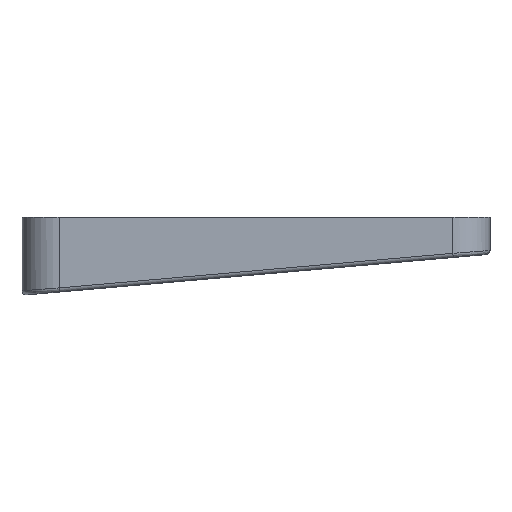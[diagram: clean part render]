
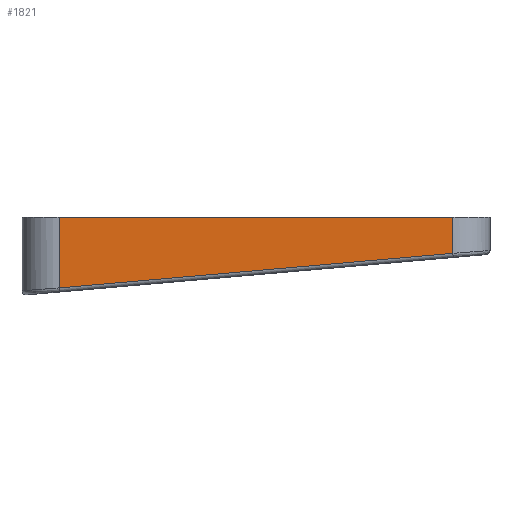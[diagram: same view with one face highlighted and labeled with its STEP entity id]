
A CAD part, left-side view. The second image highlights one B-rep face of the part: STEP entity #1821.
In plain terms, the highlighted planar face has unit normal (-1, 0, 0).
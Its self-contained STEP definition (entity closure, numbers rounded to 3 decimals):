
#304=FACE_OUTER_BOUND('',#436,.T.);
#436=EDGE_LOOP('',(#1576,#1577,#1578,#1579));
#539=LINE('',#2860,#680);
#597=LINE('',#3165,#738);
#598=LINE('',#3168,#739);
#599=LINE('',#3169,#740);
#680=VECTOR('',#2272,10.);
#738=VECTOR('',#2558,10.);
#739=VECTOR('',#2561,10.);
#740=VECTOR('',#2562,10.);
#831=VERTEX_POINT('',#2857);
#832=VERTEX_POINT('',#2859);
#905=VERTEX_POINT('',#3162);
#906=VERTEX_POINT('',#3167);
#1029=EDGE_CURVE('',#831,#832,#539,.T.);
#1145=EDGE_CURVE('',#905,#832,#597,.T.);
#1146=EDGE_CURVE('',#905,#906,#598,.T.);
#1147=EDGE_CURVE('',#906,#831,#599,.T.);
#1576=ORIENTED_EDGE('',*,*,#1146,.F.);
#1577=ORIENTED_EDGE('',*,*,#1145,.T.);
#1578=ORIENTED_EDGE('',*,*,#1029,.F.);
#1579=ORIENTED_EDGE('',*,*,#1147,.F.);
#1727=PLANE('',#2034);
#1821=ADVANCED_FACE('',(#304),#1727,.T.);
#2034=AXIS2_PLACEMENT_3D('',#3166,#2559,#2560);
#2272=DIRECTION('',(0.,-1.,0.));
#2558=DIRECTION('',(0.,0.,1.));
#2559=DIRECTION('center_axis',(-1.,0.,0.));
#2560=DIRECTION('ref_axis',(0.,0.,1.));
#2561=DIRECTION('',(0.,0.996,-0.087));
#2562=DIRECTION('',(0.,0.,1.));
#2857=CARTESIAN_POINT('',(318.925,-86.046,45.118));
#2859=CARTESIAN_POINT('',(318.925,-181.446,45.118));
#2860=CARTESIAN_POINT('',(318.925,-190.446,45.118));
#3162=CARTESIAN_POINT('',(318.925,-181.446,36.332));
#3165=CARTESIAN_POINT('',(318.925,-181.446,44.118));
#3166=CARTESIAN_POINT('Origin',(318.925,-133.746,35.143));
#3167=CARTESIAN_POINT('',(318.925,-86.046,27.962));
#3168=CARTESIAN_POINT('',(318.925,-105.482,29.667));
#3169=CARTESIAN_POINT('',(318.925,-86.046,39.63));
